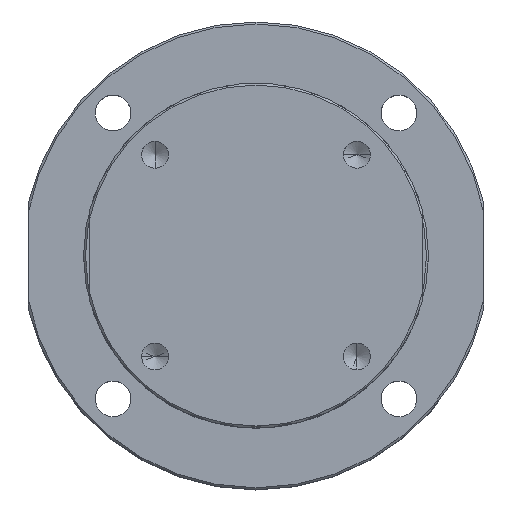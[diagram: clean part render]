
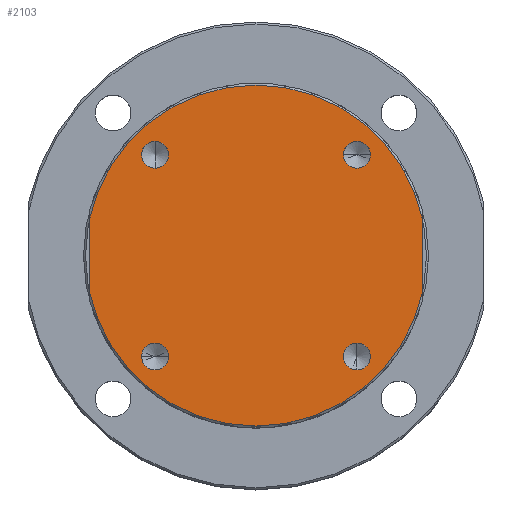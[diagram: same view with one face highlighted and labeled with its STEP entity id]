
A CAD part, top view. The second image highlights one B-rep face of the part: STEP entity #2103.
In plain terms, the highlighted planar face has unit normal (0, 0, 1).
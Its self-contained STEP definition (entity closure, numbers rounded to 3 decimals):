
#54 = DIRECTION ( 'NONE',  ( 0., 0., 1. ) ) ;
#73 = CARTESIAN_POINT ( 'NONE',  ( -25.456, 25.456, 74. ) ) ;
#96 = AXIS2_PLACEMENT_3D ( 'NONE', #2381, #916, #2625 ) ;
#114 = CARTESIAN_POINT ( 'NONE',  ( 0., 0., 74. ) ) ;
#117 = CARTESIAN_POINT ( 'NONE',  ( 25.456, -25.456, 74. ) ) ;
#180 = CARTESIAN_POINT ( 'NONE',  ( 42., -9.22, 74. ) ) ;
#194 = CARTESIAN_POINT ( 'NONE',  ( -22.056, -25.456, 74. ) ) ;
#248 = DIRECTION ( 'NONE',  ( 0., 0., 1. ) ) ;
#253 = CARTESIAN_POINT ( 'NONE',  ( -25.456, 22.056, 74. ) ) ;
#264 = CARTESIAN_POINT ( 'NONE',  ( -25.456, 25.456, 74. ) ) ;
#282 = DIRECTION ( 'NONE',  ( 0., -1., 0. ) ) ;
#300 = CIRCLE ( 'NONE', #2445, 43. ) ;
#302 = AXIS2_PLACEMENT_3D ( 'NONE', #2838, #1360, #3095 ) ;
#323 = DIRECTION ( 'NONE',  ( 0., 1., 0. ) ) ;
#345 = FACE_OUTER_BOUND ( 'NONE', #2490, .T. ) ;
#359 = AXIS2_PLACEMENT_3D ( 'NONE', #1670, #248, #1939 ) ;
#379 = CIRCLE ( 'NONE', #1011, 3.4 ) ;
#384 = EDGE_CURVE ( 'NONE', #2618, #3051, #300, .T. ) ;
#475 = ORIENTED_EDGE ( 'NONE', *, *, #2690, .F. ) ;
#492 = FACE_BOUND ( 'NONE', #1831, .T. ) ;
#503 = DIRECTION ( 'NONE',  ( 0., 1., 0. ) ) ;
#515 = VERTEX_POINT ( 'NONE', #1314 ) ;
#616 = EDGE_CURVE ( 'NONE', #1895, #2597, #2685, .T. ) ;
#631 = EDGE_LOOP ( 'NONE', ( #475, #2467 ) ) ;
#655 = VERTEX_POINT ( 'NONE', #2100 ) ;
#685 = CARTESIAN_POINT ( 'NONE',  ( -25.456, 28.856, 74. ) ) ;
#714 = CIRCLE ( 'NONE', #1239, 3.4 ) ;
#720 = CIRCLE ( 'NONE', #96, 3.4 ) ;
#743 = ORIENTED_EDGE ( 'NONE', *, *, #2354, .F. ) ;
#754 = CARTESIAN_POINT ( 'NONE',  ( 25.456, -22.056, 74. ) ) ;
#847 = LINE ( 'NONE', #1484, #1991 ) ;
#859 = AXIS2_PLACEMENT_3D ( 'NONE', #73, #1756, #323 ) ;
#916 = DIRECTION ( 'NONE',  ( 0., 0., 1. ) ) ;
#936 = ORIENTED_EDGE ( 'NONE', *, *, #1080, .T. ) ;
#943 = CARTESIAN_POINT ( 'NONE',  ( 25.456, -28.856, 74. ) ) ;
#958 = VERTEX_POINT ( 'NONE', #2668 ) ;
#976 = FACE_BOUND ( 'NONE', #2378, .T. ) ;
#997 = CARTESIAN_POINT ( 'NONE',  ( -42., 50., 74. ) ) ;
#1011 = AXIS2_PLACEMENT_3D ( 'NONE', #264, #1956, #503 ) ;
#1029 = ORIENTED_EDGE ( 'NONE', *, *, #2741, .F. ) ;
#1042 = CIRCLE ( 'NONE', #359, 43. ) ;
#1058 = ORIENTED_EDGE ( 'NONE', *, *, #1620, .F. ) ;
#1080 = EDGE_CURVE ( 'NONE', #3021, #2618, #847, .T. ) ;
#1149 = CARTESIAN_POINT ( 'NONE',  ( 28.856, 25.456, 74. ) ) ;
#1162 = DIRECTION ( 'NONE',  ( 0., 0., 1. ) ) ;
#1238 = CIRCLE ( 'NONE', #1837, 3.4 ) ;
#1239 = AXIS2_PLACEMENT_3D ( 'NONE', #2633, #1162, #2880 ) ;
#1242 = DIRECTION ( 'NONE',  ( 0., 0., 1. ) ) ;
#1244 = VERTEX_POINT ( 'NONE', #253 ) ;
#1283 = ORIENTED_EDGE ( 'NONE', *, *, #384, .T. ) ;
#1286 = CARTESIAN_POINT ( 'NONE',  ( 25.456, 25.456, 74. ) ) ;
#1307 = EDGE_CURVE ( 'NONE', #1244, #1468, #379, .T. ) ;
#1314 = CARTESIAN_POINT ( 'NONE',  ( 22.056, 25.456, 74. ) ) ;
#1323 = ORIENTED_EDGE ( 'NONE', *, *, #3058, .F. ) ;
#1360 = DIRECTION ( 'NONE',  ( 0., 0., 1. ) ) ;
#1468 = VERTEX_POINT ( 'NONE', #685 ) ;
#1484 = CARTESIAN_POINT ( 'NONE',  ( 42., -50., 74. ) ) ;
#1491 = CARTESIAN_POINT ( 'NONE',  ( -25.456, -25.456, 74. ) ) ;
#1527 = DIRECTION ( 'NONE',  ( 1., 0., 0. ) ) ;
#1535 = CIRCLE ( 'NONE', #859, 3.4 ) ;
#1551 = DIRECTION ( 'NONE',  ( 0., 0., 1. ) ) ;
#1554 = DIRECTION ( 'NONE',  ( 0., 0., 1. ) ) ;
#1620 = EDGE_CURVE ( 'NONE', #958, #1829, #1970, .T. ) ;
#1624 = CARTESIAN_POINT ( 'NONE',  ( -42., 9.22, 74. ) ) ;
#1670 = CARTESIAN_POINT ( 'NONE',  ( 0., 0., 74. ) ) ;
#1733 = DIRECTION ( 'NONE',  ( -1., 0., 0. ) ) ;
#1756 = DIRECTION ( 'NONE',  ( 0., 0., 1. ) ) ;
#1829 = VERTEX_POINT ( 'NONE', #194 ) ;
#1831 = EDGE_LOOP ( 'NONE', ( #3042, #1323 ) ) ;
#1837 = AXIS2_PLACEMENT_3D ( 'NONE', #1286, #3008, #1527 ) ;
#1846 = ORIENTED_EDGE ( 'NONE', *, *, #2474, .F. ) ;
#1895 = VERTEX_POINT ( 'NONE', #943 ) ;
#1910 = EDGE_CURVE ( 'NONE', #655, #3021, #1042, .T. ) ;
#1934 = AXIS2_PLACEMENT_3D ( 'NONE', #1491, #54, #1733 ) ;
#1939 = DIRECTION ( 'NONE',  ( 1., 0., 0. ) ) ;
#1956 = DIRECTION ( 'NONE',  ( 0., 0., 1. ) ) ;
#1970 = CIRCLE ( 'NONE', #1934, 3.4 ) ;
#1991 = VECTOR ( 'NONE', #2959, 1000. ) ;
#2023 = EDGE_CURVE ( 'NONE', #3051, #655, #3080, .T. ) ;
#2100 = CARTESIAN_POINT ( 'NONE',  ( -42., -9.22, 74. ) ) ;
#2103 = ADVANCED_FACE ( 'NONE', ( #2205, #976, #492, #2840, #345 ), #2595, .T. ) ;
#2134 = ORIENTED_EDGE ( 'NONE', *, *, #1910, .T. ) ;
#2172 = EDGE_LOOP ( 'NONE', ( #1029, #1846 ) ) ;
#2205 = FACE_BOUND ( 'NONE', #631, .T. ) ;
#2354 = EDGE_CURVE ( 'NONE', #1829, #958, #2746, .T. ) ;
#2378 = EDGE_LOOP ( 'NONE', ( #1058, #743 ) ) ;
#2381 = CARTESIAN_POINT ( 'NONE',  ( 25.456, -25.456, 74. ) ) ;
#2437 = VECTOR ( 'NONE', #282, 1000. ) ;
#2445 = AXIS2_PLACEMENT_3D ( 'NONE', #114, #1551, #3031 ) ;
#2467 = ORIENTED_EDGE ( 'NONE', *, *, #1307, .F. ) ;
#2474 = EDGE_CURVE ( 'NONE', #515, #3070, #714, .T. ) ;
#2480 = CARTESIAN_POINT ( 'NONE',  ( 42., 9.22, 74. ) ) ;
#2490 = EDGE_LOOP ( 'NONE', ( #2807, #2134, #936, #1283 ) ) ;
#2595 = PLANE ( 'NONE',  #302 ) ;
#2597 = VERTEX_POINT ( 'NONE', #754 ) ;
#2618 = VERTEX_POINT ( 'NONE', #2480 ) ;
#2625 = DIRECTION ( 'NONE',  ( 0., -1., 0. ) ) ;
#2633 = CARTESIAN_POINT ( 'NONE',  ( 25.456, 25.456, 74. ) ) ;
#2668 = CARTESIAN_POINT ( 'NONE',  ( -28.856, -25.456, 74. ) ) ;
#2685 = CIRCLE ( 'NONE', #3039, 3.4 ) ;
#2690 = EDGE_CURVE ( 'NONE', #1468, #1244, #1535, .T. ) ;
#2716 = CARTESIAN_POINT ( 'NONE',  ( -25.456, -25.456, 74. ) ) ;
#2741 = EDGE_CURVE ( 'NONE', #3070, #515, #1238, .T. ) ;
#2746 = CIRCLE ( 'NONE', #3067, 3.4 ) ;
#2807 = ORIENTED_EDGE ( 'NONE', *, *, #2023, .T. ) ;
#2838 = CARTESIAN_POINT ( 'NONE',  ( 0., 0., 74. ) ) ;
#2840 = FACE_BOUND ( 'NONE', #2172, .T. ) ;
#2880 = DIRECTION ( 'NONE',  ( 1., 0., 0. ) ) ;
#2959 = DIRECTION ( 'NONE',  ( 0., 1., 0. ) ) ;
#2960 = DIRECTION ( 'NONE',  ( -1., 0., 0. ) ) ;
#3008 = DIRECTION ( 'NONE',  ( 0., 0., 1. ) ) ;
#3021 = VERTEX_POINT ( 'NONE', #180 ) ;
#3031 = DIRECTION ( 'NONE',  ( 1., 0., 0. ) ) ;
#3034 = DIRECTION ( 'NONE',  ( 0., -1., 0. ) ) ;
#3039 = AXIS2_PLACEMENT_3D ( 'NONE', #117, #1554, #3034 ) ;
#3042 = ORIENTED_EDGE ( 'NONE', *, *, #616, .F. ) ;
#3051 = VERTEX_POINT ( 'NONE', #1624 ) ;
#3058 = EDGE_CURVE ( 'NONE', #2597, #1895, #720, .T. ) ;
#3067 = AXIS2_PLACEMENT_3D ( 'NONE', #2716, #1242, #2960 ) ;
#3070 = VERTEX_POINT ( 'NONE', #1149 ) ;
#3080 = LINE ( 'NONE', #997, #2437 ) ;
#3095 = DIRECTION ( 'NONE',  ( 1., 0., 0. ) ) ;
